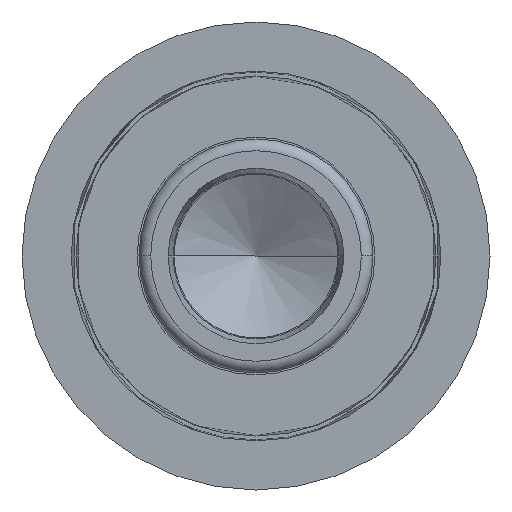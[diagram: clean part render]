
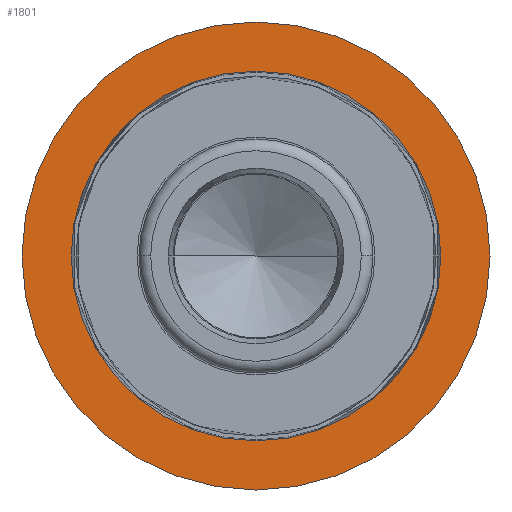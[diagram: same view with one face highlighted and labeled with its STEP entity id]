
A CAD part, left-side view. The second image highlights one B-rep face of the part: STEP entity #1801.
In plain terms, the highlighted planar face has unit normal (-1, 0, 0).
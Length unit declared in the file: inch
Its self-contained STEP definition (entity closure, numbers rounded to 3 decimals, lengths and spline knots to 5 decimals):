
#17 = CARTESIAN_POINT ( 'NONE',  ( 0., 0., 0. ) ) ;
#53 = CARTESIAN_POINT ( 'NONE',  ( 0., 0., 0. ) ) ;
#85 = CIRCLE ( 'NONE', #2088, 1.185 ) ;
#281 = CARTESIAN_POINT ( 'NONE',  ( 0., 0., -1.185 ) ) ;
#586 = DIRECTION ( 'NONE',  ( 0., 1., 0. ) ) ;
#640 = FACE_OUTER_BOUND ( 'NONE', #4492, .T. ) ;
#697 = VERTEX_POINT ( 'NONE', #2192 ) ;
#699 = EDGE_CURVE ( 'NONE', #1148, #697, #3885, .T. ) ;
#986 = DIRECTION ( 'NONE',  ( -1., 0., 0. ) ) ;
#1094 = ORIENTED_EDGE ( 'NONE', *, *, #2871, .T. ) ;
#1110 = FACE_BOUND ( 'NONE', #1658, .T. ) ;
#1148 = VERTEX_POINT ( 'NONE', #281 ) ;
#1207 = CARTESIAN_POINT ( 'NONE',  ( 0., 0., 1.5 ) ) ;
#1431 = DIRECTION ( 'NONE',  ( 1., 0., 0. ) ) ;
#1541 = CARTESIAN_POINT ( 'NONE',  ( 0., 0., -1.5 ) ) ;
#1658 = EDGE_LOOP ( 'NONE', ( #5109, #2902 ) ) ;
#1674 = EDGE_CURVE ( 'NONE', #3034, #4561, #2510, .T. ) ;
#1801 = ADVANCED_FACE ( 'NONE', ( #1110, #640 ), #3883, .F. ) ;
#2088 = AXIS2_PLACEMENT_3D ( 'NONE', #4968, #2859, #3226 ) ;
#2152 = ORIENTED_EDGE ( 'NONE', *, *, #1674, .T. ) ;
#2192 = CARTESIAN_POINT ( 'NONE',  ( 0., 0., 1.185 ) ) ;
#2510 = CIRCLE ( 'NONE', #5019, 1.5 ) ;
#2594 = AXIS2_PLACEMENT_3D ( 'NONE', #3984, #1431, #586 ) ;
#2630 = DIRECTION ( 'NONE',  ( -1., 0., 0. ) ) ;
#2632 = CIRCLE ( 'NONE', #4440, 1.5 ) ;
#2795 = EDGE_CURVE ( 'NONE', #697, #1148, #85, .T. ) ;
#2859 = DIRECTION ( 'NONE',  ( -1., 0., 0. ) ) ;
#2871 = EDGE_CURVE ( 'NONE', #4561, #3034, #2632, .T. ) ;
#2902 = ORIENTED_EDGE ( 'NONE', *, *, #699, .F. ) ;
#2998 = DIRECTION ( 'NONE',  ( 0., 0., 1. ) ) ;
#3034 = VERTEX_POINT ( 'NONE', #1207 ) ;
#3226 = DIRECTION ( 'NONE',  ( 0., 0., 1. ) ) ;
#3383 = DIRECTION ( 'NONE',  ( -1., 0., 0. ) ) ;
#3457 = CARTESIAN_POINT ( 'NONE',  ( 0., 0., 0. ) ) ;
#3619 = AXIS2_PLACEMENT_3D ( 'NONE', #3457, #986, #2998 ) ;
#3883 = PLANE ( 'NONE',  #2594 ) ;
#3885 = CIRCLE ( 'NONE', #3619, 1.185 ) ;
#3984 = CARTESIAN_POINT ( 'NONE',  ( 0., 1.185, 0. ) ) ;
#4202 = DIRECTION ( 'NONE',  ( 0., 0., 1. ) ) ;
#4236 = DIRECTION ( 'NONE',  ( 0., 0., 1. ) ) ;
#4440 = AXIS2_PLACEMENT_3D ( 'NONE', #53, #2630, #4236 ) ;
#4492 = EDGE_LOOP ( 'NONE', ( #2152, #1094 ) ) ;
#4561 = VERTEX_POINT ( 'NONE', #1541 ) ;
#4968 = CARTESIAN_POINT ( 'NONE',  ( 0., 0., 0. ) ) ;
#5019 = AXIS2_PLACEMENT_3D ( 'NONE', #17, #3383, #4202 ) ;
#5109 = ORIENTED_EDGE ( 'NONE', *, *, #2795, .F. ) ;
